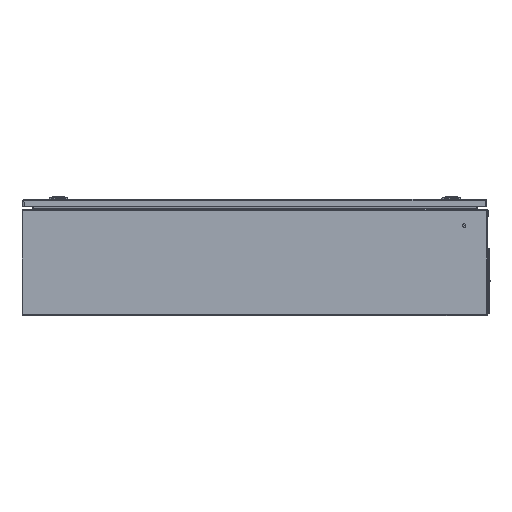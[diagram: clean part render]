
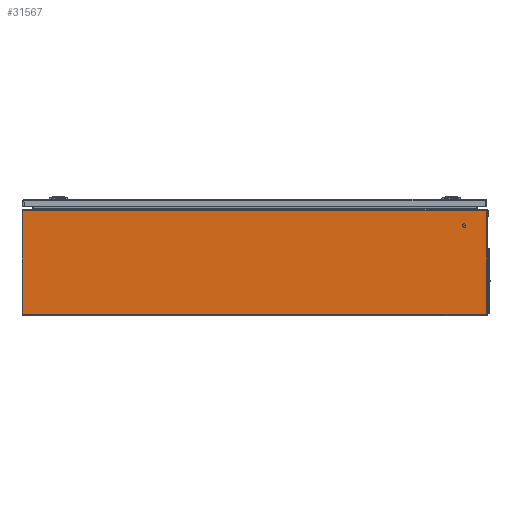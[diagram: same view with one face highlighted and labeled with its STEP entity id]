
A CAD part, left-side view. The second image highlights one B-rep face of the part: STEP entity #31567.
In plain terms, the highlighted planar face has unit normal (-1, 0, 0).
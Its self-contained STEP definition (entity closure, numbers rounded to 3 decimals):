
#12168 = CARTESIAN_POINT ( 'NONE',  ( -300., -498.499, 3. ) ) ;
#12169 = DIRECTION ( 'NONE',  ( 0., 0., 1. ) ) ;
#12170 = VECTOR ( 'NONE', #12169, 1000. ) ;
#12171 = CARTESIAN_POINT ( 'NONE',  ( -300., -498.499, 227. ) ) ;
#12172 = LINE ( 'NONE', #12171, #12170 ) ;
#12174 = CARTESIAN_POINT ( 'NONE',  ( -300., -498.499, 225.002 ) ) ;
#12191 = DIRECTION ( 'NONE',  ( 0., 1., 0. ) ) ;
#12192 = VECTOR ( 'NONE', #12191, 1000. ) ;
#12193 = CARTESIAN_POINT ( 'NONE',  ( -300., -5483.492, 225.5 ) ) ;
#12194 = LINE ( 'NONE', #12193, #12192 ) ;
#12195 = CARTESIAN_POINT ( 'NONE',  ( -300., -498.474, 225.5 ) ) ;
#12208 = CARTESIAN_POINT ( 'NONE',  ( -300., 498.499, 225.002 ) ) ;
#12213 = CARTESIAN_POINT ( 'NONE',  ( -300., 498.474, 225.5 ) ) ;
#12214 = DIRECTION ( 'NONE',  ( 0., 0., 1. ) ) ;
#12215 = DIRECTION ( 'NONE',  ( -1., 0., 0. ) ) ;
#12216 = CARTESIAN_POINT ( 'NONE',  ( -300., 493.499, 225.002 ) ) ;
#12217 = AXIS2_PLACEMENT_3D ( 'NONE', #12216, #12215, #12214 ) ;
#12218 = CIRCLE ( 'NONE', #12217, 5. ) ;
#12219 = DIRECTION ( 'NONE',  ( 0., 0., -1. ) ) ;
#12220 = DIRECTION ( 'NONE',  ( -1., 0., 0. ) ) ;
#12221 = CARTESIAN_POINT ( 'NONE',  ( -300., 5483.5, 227. ) ) ;
#12222 = AXIS2_PLACEMENT_3D ( 'NONE', #12221, #12220, #12219 ) ;
#12223 = PLANE ( 'NONE',  #12222 ) ;
#12224 = FACE_OUTER_BOUND ( 'NONE', #31569, .T. ) ;
#12259 = DIRECTION ( 'NONE',  ( 0., 0., -1. ) ) ;
#12260 = VECTOR ( 'NONE', #12259, 1000. ) ;
#12261 = CARTESIAN_POINT ( 'NONE',  ( -300., 498.499, 227. ) ) ;
#12262 = LINE ( 'NONE', #12261, #12260 ) ;
#12263 = CARTESIAN_POINT ( 'NONE',  ( -300., 498.499, 3. ) ) ;
#12298 = DIRECTION ( 'NONE',  ( 0., 0., 1. ) ) ;
#12299 = DIRECTION ( 'NONE',  ( -1., 0., 0. ) ) ;
#12300 = CARTESIAN_POINT ( 'NONE',  ( -300., -493.499, 225.002 ) ) ;
#12301 = AXIS2_PLACEMENT_3D ( 'NONE', #12300, #12299, #12298 ) ;
#12302 = CIRCLE ( 'NONE', #12301, 5. ) ;
#12303 = DIRECTION ( 'NONE',  ( 0., -1., 0. ) ) ;
#12304 = VECTOR ( 'NONE', #12303, 1000. ) ;
#12305 = CARTESIAN_POINT ( 'NONE',  ( -300., 5483.5, 3. ) ) ;
#12311 = LINE ( 'NONE', #12305, #12304 ) ;
#31526 = VERTEX_POINT ( 'NONE', #12195 ) ;
#31529 = ORIENTED_EDGE ( 'NONE', *, *, #31531, .T. ) ;
#31531 = EDGE_CURVE ( 'NONE', #31526, #31574, #12194, .T. ) ;
#31542 = VERTEX_POINT ( 'NONE', #12174 ) ;
#31549 = EDGE_CURVE ( 'NONE', #31552, #31542, #12172, .T. ) ;
#31552 = VERTEX_POINT ( 'NONE', #12168 ) ;
#31567 = ADVANCED_FACE ( 'NONE', ( #12224 ), #12223, .T. ) ;
#31569 = EDGE_LOOP ( 'NONE', ( #31571, #31686, #31689, #31692, #31693, #31529 ) ) ;
#31571 = ORIENTED_EDGE ( 'NONE', *, *, #31573, .T. ) ;
#31573 = EDGE_CURVE ( 'NONE', #31574, #31581, #12218, .T. ) ;
#31574 = VERTEX_POINT ( 'NONE', #12213 ) ;
#31581 = VERTEX_POINT ( 'NONE', #12208 ) ;
#31590 = VERTEX_POINT ( 'NONE', #12263 ) ;
#31592 = EDGE_CURVE ( 'NONE', #31581, #31590, #12262, .T. ) ;
#31686 = ORIENTED_EDGE ( 'NONE', *, *, #31592, .T. ) ;
#31689 = ORIENTED_EDGE ( 'NONE', *, *, #31691, .T. ) ;
#31691 = EDGE_CURVE ( 'NONE', #31590, #31552, #12311, .T. ) ;
#31692 = ORIENTED_EDGE ( 'NONE', *, *, #31549, .T. ) ;
#31693 = ORIENTED_EDGE ( 'NONE', *, *, #31694, .T. ) ;
#31694 = EDGE_CURVE ( 'NONE', #31542, #31526, #12302, .T. ) ;
